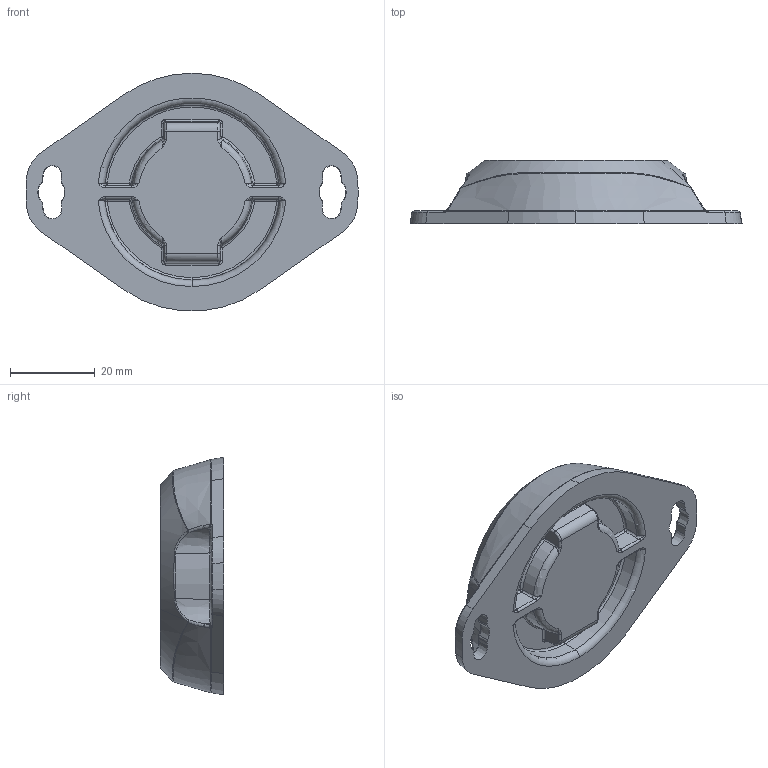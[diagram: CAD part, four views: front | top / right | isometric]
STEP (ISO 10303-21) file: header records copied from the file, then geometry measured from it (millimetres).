
FILE_DESCRIPTION (( 'STEP AP203' ), '1' );
FILE_NAME ('R-PRO-VER15_FOR_AMBULANCES.STEP', '2022-07-28T08:53:57', ( '' ), ( '' ), 'SwSTEP 2.0', 'SolidWorks 2020', '' );
FILE_SCHEMA (( 'CONFIG_CONTROL_DESIGN' ));
Length unit declared in the file: millimetre
Products named in the file (1): R-PRO-VER15_FOR_AMBULANCES
Bounding box: 78.23 x 14.97 x 55.95 mm (x, y, z)
Volume: 30893.8 mm3; surface area: 8939 mm2
Topology: 1 solids, 3 shells, 423 faces, 1063 edges, 635 vertices
Faces by surface type: bspline 218, torus 62, cone 45, plane 43, cylinder 37, sphere 18
Entity records: 18745 total; most frequent: CARTESIAN_POINT 10279, ORIENTED_EDGE 2086, DIRECTION 1294, EDGE_CURVE 1043, VERTEX_POINT 635, AXIS2_PLACEMENT_3D 568, B_SPLINE_CURVE_WITH_KNOTS 483, EDGE_LOOP 436
